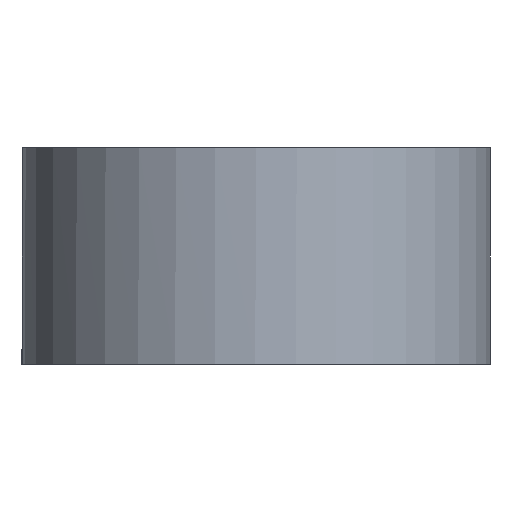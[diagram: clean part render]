
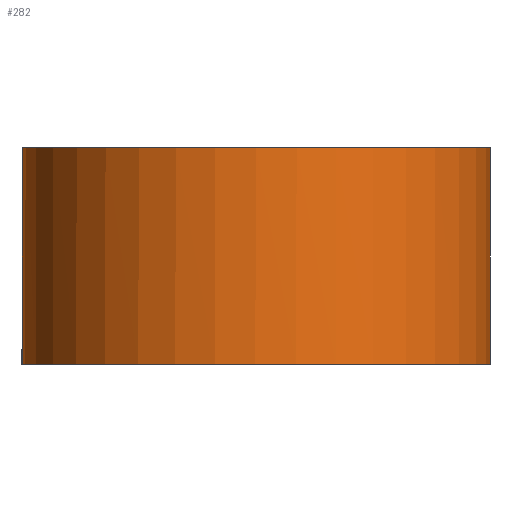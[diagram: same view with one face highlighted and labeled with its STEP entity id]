
A CAD part, front view. The second image highlights one B-rep face of the part: STEP entity #282.
In plain terms, the highlighted cylindrical face has radius 4 mm (diameter 8 mm), a full revolution.
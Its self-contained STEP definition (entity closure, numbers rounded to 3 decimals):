
#29=LINE('',#487,#49);
#30=LINE('',#493,#50);
#31=LINE('',#496,#51);
#49=VECTOR('',#399,10.);
#50=VECTOR('',#406,4.);
#51=VECTOR('',#409,10.);
#61=CYLINDRICAL_SURFACE('',#326,4.);
#76=FACE_OUTER_BOUND('',#91,.T.);
#91=EDGE_LOOP('',(#233,#234,#235,#236,#237,#238,#239,#240));
#112=CIRCLE('',#321,4.);
#115=CIRCLE('',#327,4.);
#116=CIRCLE('',#328,4.);
#117=CIRCLE('',#329,4.);
#135=VERTEX_POINT('',#469);
#136=VERTEX_POINT('',#471);
#141=VERTEX_POINT('',#486);
#142=VERTEX_POINT('',#490);
#143=VERTEX_POINT('',#492);
#144=VERTEX_POINT('',#494);
#168=EDGE_CURVE('',#135,#136,#112,.T.);
#176=EDGE_CURVE('',#135,#141,#29,.T.);
#178=EDGE_CURVE('',#142,#142,#115,.T.);
#179=EDGE_CURVE('',#142,#143,#30,.T.);
#180=EDGE_CURVE('',#143,#144,#116,.T.);
#181=EDGE_CURVE('',#136,#144,#31,.T.);
#182=EDGE_CURVE('',#141,#143,#117,.T.);
#233=ORIENTED_EDGE('',*,*,#178,.F.);
#234=ORIENTED_EDGE('',*,*,#179,.T.);
#235=ORIENTED_EDGE('',*,*,#180,.T.);
#236=ORIENTED_EDGE('',*,*,#181,.F.);
#237=ORIENTED_EDGE('',*,*,#168,.F.);
#238=ORIENTED_EDGE('',*,*,#176,.T.);
#239=ORIENTED_EDGE('',*,*,#182,.T.);
#240=ORIENTED_EDGE('',*,*,#179,.F.);
#282=ADVANCED_FACE('',(#76),#61,.T.);
#321=AXIS2_PLACEMENT_3D('',#472,#385,#386);
#326=AXIS2_PLACEMENT_3D('',#489,#402,#403);
#327=AXIS2_PLACEMENT_3D('',#491,#404,#405);
#328=AXIS2_PLACEMENT_3D('',#495,#407,#408);
#329=AXIS2_PLACEMENT_3D('',#497,#410,#411);
#385=DIRECTION('center_axis',(0.,0.,
-1.));
#386=DIRECTION('ref_axis',(-1.,0.,0.));
#399=DIRECTION('',(0.,0.,-1.));
#402=DIRECTION('center_axis',(0.,0.,
1.));
#403=DIRECTION('ref_axis',(-1.,0.,0.));
#404=DIRECTION('center_axis',(0.,0.,
1.));
#405=DIRECTION('ref_axis',(-1.,0.,0.));
#406=DIRECTION('',(0.,0.,-1.));
#407=DIRECTION('center_axis',(0.,0.,
1.));
#408=DIRECTION('ref_axis',(1.,0.,0.));
#409=DIRECTION('',(0.,0.,-1.));
#410=DIRECTION('center_axis',(0.,0.,
1.));
#411=DIRECTION('ref_axis',(1.,0.,0.));
#469=CARTESIAN_POINT('',(2.976,16.128,9.17));
#471=CARTESIAN_POINT('',(6.919,16.128,9.17));
#472=CARTESIAN_POINT('Origin',(4.948,12.648,9.17));
#486=CARTESIAN_POINT('',(2.976,16.128,7.17));
#487=CARTESIAN_POINT('',(2.976,16.128,1.57));
#489=CARTESIAN_POINT('Origin',(4.948,12.648,7.17));
#490=CARTESIAN_POINT('',(8.948,12.648,10.87));
#491=CARTESIAN_POINT('Origin',(4.948,12.648,10.87));
#492=CARTESIAN_POINT('',(8.948,12.648,7.17));
#493=CARTESIAN_POINT('',(8.948,12.648,7.17));
#494=CARTESIAN_POINT('',(6.919,16.128,7.17));
#495=CARTESIAN_POINT('Origin',(4.948,12.648,7.17));
#496=CARTESIAN_POINT('',(6.919,16.128,1.57));
#497=CARTESIAN_POINT('Origin',(4.948,12.648,7.17));
